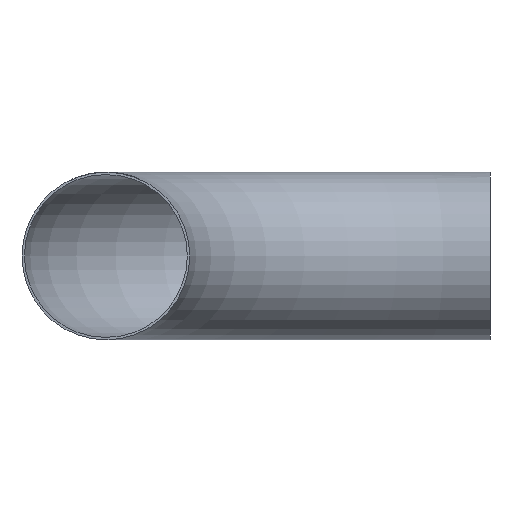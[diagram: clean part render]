
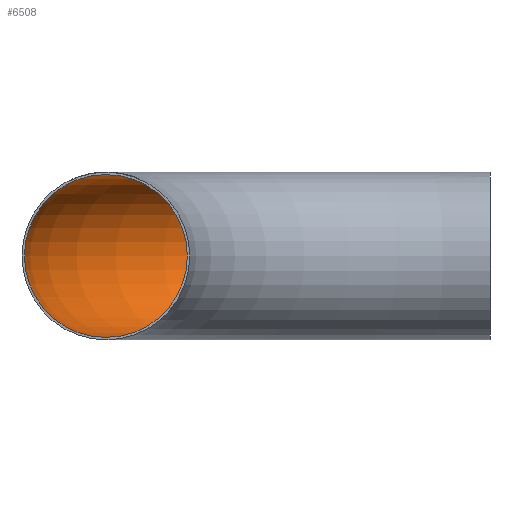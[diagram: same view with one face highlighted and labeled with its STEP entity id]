
A CAD part, front view. The second image highlights one B-rep face of the part: STEP entity #6508.
In plain terms, the highlighted toroidal (fillet/blend) face has major radius 625 mm and minor radius 132.5 mm.
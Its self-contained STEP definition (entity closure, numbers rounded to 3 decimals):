
#55 = TOROIDAL_SURFACE ( 'NONE', #16241, 625., 132.5 ) ;
#945 = DIRECTION ( 'NONE',  ( 0., 1., 0. ) ) ;
#2263 = EDGE_CURVE ( 'NONE', #6523, #6523, #19462, .T. ) ;
#2767 = AXIS2_PLACEMENT_3D ( 'NONE', #21160, #9812, #945 ) ;
#4331 = AXIS2_PLACEMENT_3D ( 'NONE', #11629, #13810, #7283 ) ;
#6508 = ADVANCED_FACE ( 'NONE', ( #17861, #11316 ), #55, .F. ) ;
#6523 = VERTEX_POINT ( 'NONE', #28315 ) ;
#7283 = DIRECTION ( 'NONE',  ( 0., 0., 1. ) ) ;
#8269 = EDGE_CURVE ( 'NONE', #11433, #11433, #27996, .T. ) ;
#9812 = DIRECTION ( 'NONE',  ( 1., 0., 0. ) ) ;
#10422 = EDGE_LOOP ( 'NONE', ( #28300 ) ) ;
#11316 = FACE_OUTER_BOUND ( 'NONE', #10422, .T. ) ;
#11433 = VERTEX_POINT ( 'NONE', #20300 ) ;
#11629 = CARTESIAN_POINT ( 'NONE',  ( -625., 0., 0. ) ) ;
#13649 = DIRECTION ( 'NONE',  ( -1., 0., 0. ) ) ;
#13810 = DIRECTION ( 'NONE',  ( 0., 1., 0. ) ) ;
#15942 = DIRECTION ( 'NONE',  ( 0., 0., -1. ) ) ;
#16241 = AXIS2_PLACEMENT_3D ( 'NONE', #20047, #15942, #13649 ) ;
#17861 = FACE_OUTER_BOUND ( 'NONE', #26584, .T. ) ;
#19462 = CIRCLE ( 'NONE', #2767, 132.5 ) ;
#20047 = CARTESIAN_POINT ( 'NONE',  ( 0., 0., 0. ) ) ;
#20300 = CARTESIAN_POINT ( 'NONE',  ( -625., 0., 132.5 ) ) ;
#21160 = CARTESIAN_POINT ( 'NONE',  ( 0., 625., 0. ) ) ;
#26584 = EDGE_LOOP ( 'NONE', ( #27283 ) ) ;
#27283 = ORIENTED_EDGE ( 'NONE', *, *, #2263, .T. ) ;
#27996 = CIRCLE ( 'NONE', #4331, 132.5 ) ;
#28300 = ORIENTED_EDGE ( 'NONE', *, *, #8269, .F. ) ;
#28315 = CARTESIAN_POINT ( 'NONE',  ( 0., 757.5, 0. ) ) ;
